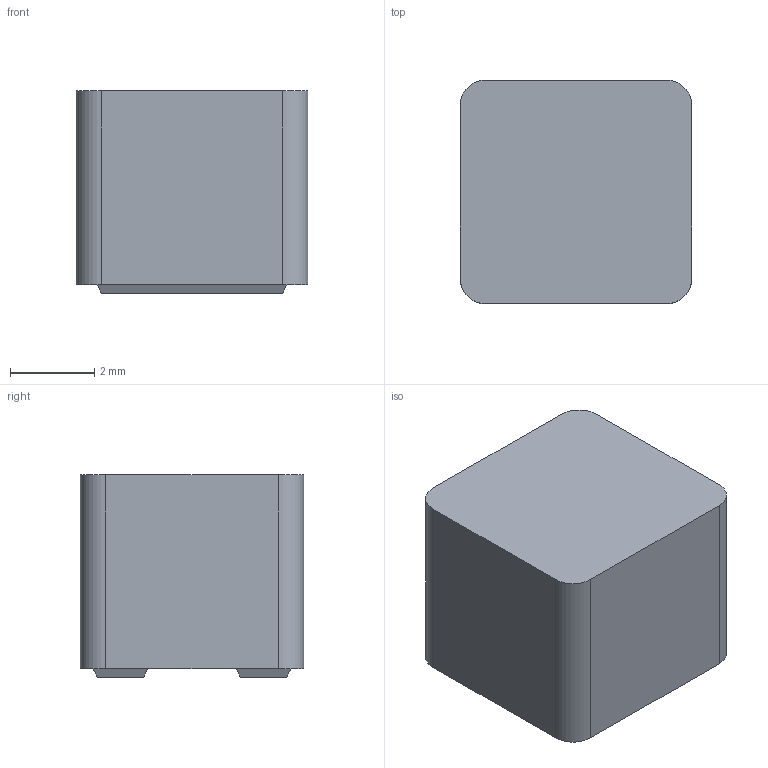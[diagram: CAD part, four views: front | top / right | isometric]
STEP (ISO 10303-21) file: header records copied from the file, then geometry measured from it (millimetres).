
FILE_DESCRIPTION(('FreeCAD Model'),'2;1');
FILE_NAME('Open CASCADE Shape Model','2024-03-20T17:58:26',( 'kicad StepUp'),('ksu MCAD'),'Open CASCADE STEP processor 7.6', 'FreeCAD','Unknown');
FILE_SCHEMA(('AUTOMOTIVE_DESIGN { 1 0 10303 214 1 1 1 1 }'));
Length unit declared in the file: millimetre
Products named in the file (1): Fillet001
Bounding box: 5.5 x 5.3 x 4.8 mm (x, y, z)
Volume: 134.7 mm3; surface area: 155.6 mm2
Topology: 1 solids, 1 shells, 31 faces, 69 edges, 43 vertices
Faces by surface type: plane 25, cylinder 5, torus 1
Full cylindrical faces by diameter (mm): 0.6 x1
Entity records: 1084 total; most frequent: DIRECTION 145, CARTESIAN_POINT 144, ORIENTED_EDGE 138, EDGE_CURVE 69, LINE 57, VECTOR 57, AXIS2_PLACEMENT_3D 44, VERTEX_POINT 43
